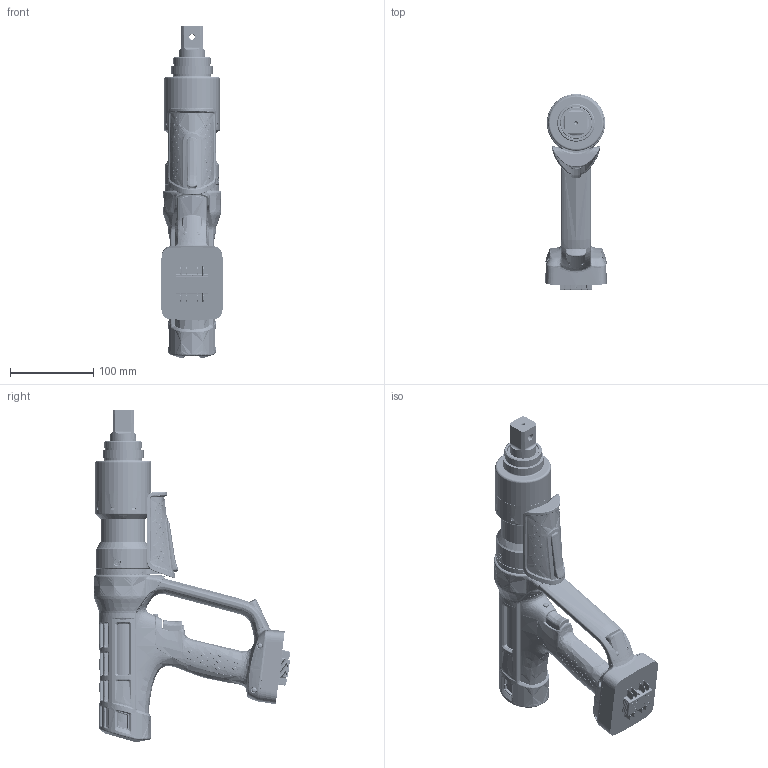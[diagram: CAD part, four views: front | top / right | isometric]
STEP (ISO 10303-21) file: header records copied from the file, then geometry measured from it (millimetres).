
FILE_DESCRIPTION((''),'2;1');
FILE_NAME('EXT_COMP_SW0004','2020-10-27T14:11:59',('INEEXTrab'),(''),'CREO PARAMETRIC BY PTC INC, 2018100','CREO PARAMETRIC BY PTC INC, 2018100','');
FILE_SCHEMA(('CONFIG_CONTROL_DESIGN'));
Products named in the file (1): EXT_COMP_SW0004
Bounding box: 73.4 x 235.1 x 398.36 mm (x, y, z)
Volume: 1430863 mm3; surface area: 254290.4 mm2
Topology: 3 solids, 18 shells, 8519 faces, 21183 edges, 12800 vertices
Faces by surface type: bspline 3784, plane 1900, cylinder 1899, extrusion 278, cone 239, sphere 229, torus 164, revolution 26
Entity records: 452075 total; most frequent: CARTESIAN_POINT 281524, ORIENTED_EDGE 42290, DIRECTION 24350, EDGE_CURVE 21145, VERTEX_POINT 12799, B_SPLINE_CURVE_WITH_KNOTS 10509, EDGE_LOOP 8782, AXIS2_PLACEMENT_3D 8674
